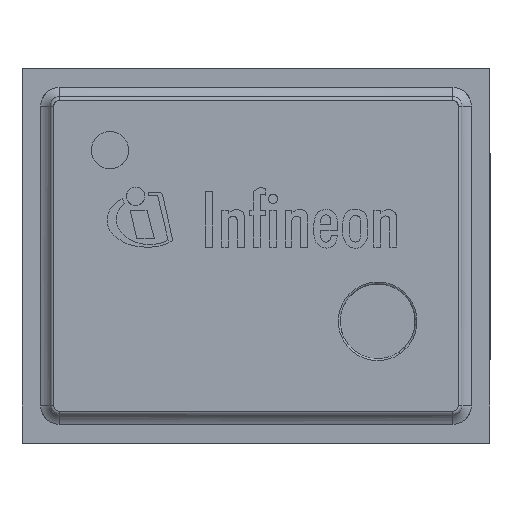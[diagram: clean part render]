
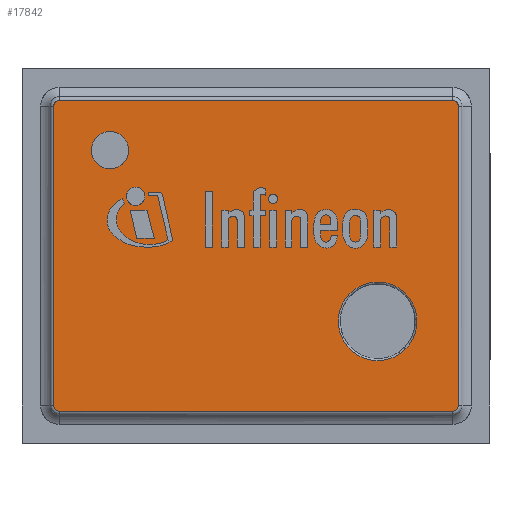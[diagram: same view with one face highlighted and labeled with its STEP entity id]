
A CAD part, top view. The second image highlights one B-rep face of the part: STEP entity #17842.
In plain terms, the highlighted planar face has unit normal (0, 0, 1).
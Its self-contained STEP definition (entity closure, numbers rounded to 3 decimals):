
#17842 = ADVANCED_FACE('',(#17843,#17871,#17993),#17856,.T.);
#17843 = FACE_BOUND('',#17844,.T.);
#17844 = EDGE_LOOP('',(#17845));
#17845 = ORIENTED_EDGE('',*,*,#17846,.T.);
#17846 = EDGE_CURVE('',#17847,#17847,#17849,.T.);
#17847 = VERTEX_POINT('',#17848);
#17848 = CARTESIAN_POINT('',(-0.88,0.564,1.1));
#17849 = SURFACE_CURVE('',#17850,(#17855),.PCURVE_S1.);
#17850 = ELLIPSE('',#17851,0.1,0.1);
#17851 = AXIS2_PLACEMENT_3D('',#17852,#17853,#17854);
#17852 = CARTESIAN_POINT('',(-0.78,0.564,1.1));
#17853 = DIRECTION('',(0.,0.,-1.));
#17854 = DIRECTION('',(-1.,0.,0.));
#17855 = PCURVE('',#17856,#17861);
#17856 = PLANE('',#17857);
#17857 = AXIS2_PLACEMENT_3D('',#17858,#17859,#17860);
#17858 = CARTESIAN_POINT('',(0.,0.,1.1
    ));
#17859 = DIRECTION('',(0.,0.,1.));
#17860 = DIRECTION('',(1.,0.,0.));
#17861 = DEFINITIONAL_REPRESENTATION('',(#17862),#17870);
#17862 = ( BOUNDED_CURVE() B_SPLINE_CURVE(2,(#17863,#17864,#17865,#17866
    ,#17867,#17868,#17869),.UNSPECIFIED.,.T.,.F.) 
B_SPLINE_CURVE_WITH_KNOTS((1,2,2,2,2,1),(-2.094,0.,
    2.094,4.189,6.283,8.378),
.UNSPECIFIED.) CURVE() GEOMETRIC_REPRESENTATION_ITEM() 
RATIONAL_B_SPLINE_CURVE((1.,0.5,1.,0.5,1.,0.5,1.)) REPRESENTATION_ITEM(
  '') );
#17863 = CARTESIAN_POINT('',(-0.88,0.564));
#17864 = CARTESIAN_POINT('',(-0.88,0.737));
#17865 = CARTESIAN_POINT('',(-0.73,0.651));
#17866 = CARTESIAN_POINT('',(-0.58,0.564));
#17867 = CARTESIAN_POINT('',(-0.73,0.478));
#17868 = CARTESIAN_POINT('',(-0.88,0.391));
#17869 = CARTESIAN_POINT('',(-0.88,0.564));
#17870 = ( GEOMETRIC_REPRESENTATION_CONTEXT(2) 
PARAMETRIC_REPRESENTATION_CONTEXT() REPRESENTATION_CONTEXT('2D SPACE',''
  ) );
#17871 = FACE_BOUND('',#17872,.T.);
#17872 = EDGE_LOOP('',(#17873,#17889,#17905,#17919,#17935,#17949,#17965,
    #17979));
#17873 = ORIENTED_EDGE('',*,*,#17874,.F.);
#17874 = EDGE_CURVE('',#17875,#17877,#17879,.T.);
#17875 = VERTEX_POINT('',#17876);
#17876 = CARTESIAN_POINT('',(1.08,0.8,1.1));
#17877 = VERTEX_POINT('',#17878);
#17878 = CARTESIAN_POINT('',(1.08,-0.8,1.1));
#17879 = SURFACE_CURVE('',#17880,(#17883),.PCURVE_S1.);
#17880 = B_SPLINE_CURVE_WITH_KNOTS('',1,(#17881,#17882),.UNSPECIFIED.,
  .F.,.F.,(2,2),(-1.2,0.4),.PIECEWISE_BEZIER_KNOTS.);
#17881 = CARTESIAN_POINT('',(1.08,0.8,1.1));
#17882 = CARTESIAN_POINT('',(1.08,-0.8,1.1));
#17883 = PCURVE('',#17856,#17884);
#17884 = DEFINITIONAL_REPRESENTATION('',(#17885),#17888);
#17885 = B_SPLINE_CURVE_WITH_KNOTS('',1,(#17886,#17887),.UNSPECIFIED.,
  .F.,.F.,(2,2),(-1.2,0.4),.PIECEWISE_BEZIER_KNOTS.);
#17886 = CARTESIAN_POINT('',(1.08,0.8));
#17887 = CARTESIAN_POINT('',(1.08,-0.8));
#17888 = ( GEOMETRIC_REPRESENTATION_CONTEXT(2) 
PARAMETRIC_REPRESENTATION_CONTEXT() REPRESENTATION_CONTEXT('2D SPACE',''
  ) );
#17889 = ORIENTED_EDGE('',*,*,#17890,.T.);
#17890 = EDGE_CURVE('',#17875,#17891,#17893,.T.);
#17891 = VERTEX_POINT('',#17892);
#17892 = CARTESIAN_POINT('',(1.05,0.83,1.1));
#17893 = SURFACE_CURVE('',#17894,(#17898),.PCURVE_S1.);
#17894 = ( BOUNDED_CURVE() B_SPLINE_CURVE(2,(#17895,#17896,#17897),
.UNSPECIFIED.,.F.,.F.) B_SPLINE_CURVE_WITH_KNOTS((3,3),(5.498,
7.069),.PIECEWISE_BEZIER_KNOTS.) CURVE() 
GEOMETRIC_REPRESENTATION_ITEM() RATIONAL_B_SPLINE_CURVE((1.,
0.707,1.)) REPRESENTATION_ITEM('') );
#17895 = CARTESIAN_POINT('',(1.08,0.8,1.1));
#17896 = CARTESIAN_POINT('',(1.08,0.83,1.1));
#17897 = CARTESIAN_POINT('',(1.05,0.83,1.1));
#17898 = PCURVE('',#17856,#17899);
#17899 = DEFINITIONAL_REPRESENTATION('',(#17900),#17904);
#17900 = ( BOUNDED_CURVE() B_SPLINE_CURVE(2,(#17901,#17902,#17903),
.UNSPECIFIED.,.F.,.F.) B_SPLINE_CURVE_WITH_KNOTS((3,3),(5.498,
7.069),.PIECEWISE_BEZIER_KNOTS.) CURVE() 
GEOMETRIC_REPRESENTATION_ITEM() RATIONAL_B_SPLINE_CURVE((1.,
0.707,1.)) REPRESENTATION_ITEM('') );
#17901 = CARTESIAN_POINT('',(1.08,0.8));
#17902 = CARTESIAN_POINT('',(1.08,0.83));
#17903 = CARTESIAN_POINT('',(1.05,0.83));
#17904 = ( GEOMETRIC_REPRESENTATION_CONTEXT(2) 
PARAMETRIC_REPRESENTATION_CONTEXT() REPRESENTATION_CONTEXT('2D SPACE',''
  ) );
#17905 = ORIENTED_EDGE('',*,*,#17906,.T.);
#17906 = EDGE_CURVE('',#17891,#17907,#17909,.T.);
#17907 = VERTEX_POINT('',#17908);
#17908 = CARTESIAN_POINT('',(-1.05,0.83,1.1));
#17909 = SURFACE_CURVE('',#17910,(#17913),.PCURVE_S1.);
#17910 = B_SPLINE_CURVE_WITH_KNOTS('',1,(#17911,#17912),.UNSPECIFIED.,
  .F.,.F.,(2,2),(-1.575,0.525),.PIECEWISE_BEZIER_KNOTS.);
#17911 = CARTESIAN_POINT('',(1.05,0.83,1.1));
#17912 = CARTESIAN_POINT('',(-1.05,0.83,1.1));
#17913 = PCURVE('',#17856,#17914);
#17914 = DEFINITIONAL_REPRESENTATION('',(#17915),#17918);
#17915 = B_SPLINE_CURVE_WITH_KNOTS('',1,(#17916,#17917),.UNSPECIFIED.,
  .F.,.F.,(2,2),(-1.575,0.525),.PIECEWISE_BEZIER_KNOTS.);
#17916 = CARTESIAN_POINT('',(1.05,0.83));
#17917 = CARTESIAN_POINT('',(-1.05,0.83));
#17918 = ( GEOMETRIC_REPRESENTATION_CONTEXT(2) 
PARAMETRIC_REPRESENTATION_CONTEXT() REPRESENTATION_CONTEXT('2D SPACE',''
  ) );
#17919 = ORIENTED_EDGE('',*,*,#17920,.T.);
#17920 = EDGE_CURVE('',#17907,#17921,#17923,.T.);
#17921 = VERTEX_POINT('',#17922);
#17922 = CARTESIAN_POINT('',(-1.08,0.8,1.1));
#17923 = SURFACE_CURVE('',#17924,(#17928),.PCURVE_S1.);
#17924 = ( BOUNDED_CURVE() B_SPLINE_CURVE(2,(#17925,#17926,#17927),
.UNSPECIFIED.,.F.,.F.) B_SPLINE_CURVE_WITH_KNOTS((3,3),(5.498,
7.069),.PIECEWISE_BEZIER_KNOTS.) CURVE() 
GEOMETRIC_REPRESENTATION_ITEM() RATIONAL_B_SPLINE_CURVE((1.,
0.707,1.)) REPRESENTATION_ITEM('') );
#17925 = CARTESIAN_POINT('',(-1.05,0.83,1.1));
#17926 = CARTESIAN_POINT('',(-1.08,0.83,1.1));
#17927 = CARTESIAN_POINT('',(-1.08,0.8,1.1));
#17928 = PCURVE('',#17856,#17929);
#17929 = DEFINITIONAL_REPRESENTATION('',(#17930),#17934);
#17930 = ( BOUNDED_CURVE() B_SPLINE_CURVE(2,(#17931,#17932,#17933),
.UNSPECIFIED.,.F.,.F.) B_SPLINE_CURVE_WITH_KNOTS((3,3),(5.498,
7.069),.PIECEWISE_BEZIER_KNOTS.) CURVE() 
GEOMETRIC_REPRESENTATION_ITEM() RATIONAL_B_SPLINE_CURVE((1.,
0.707,1.)) REPRESENTATION_ITEM('') );
#17931 = CARTESIAN_POINT('',(-1.05,0.83));
#17932 = CARTESIAN_POINT('',(-1.08,0.83));
#17933 = CARTESIAN_POINT('',(-1.08,0.8));
#17934 = ( GEOMETRIC_REPRESENTATION_CONTEXT(2) 
PARAMETRIC_REPRESENTATION_CONTEXT() REPRESENTATION_CONTEXT('2D SPACE',''
  ) );
#17935 = ORIENTED_EDGE('',*,*,#17936,.T.);
#17936 = EDGE_CURVE('',#17921,#17937,#17939,.T.);
#17937 = VERTEX_POINT('',#17938);
#17938 = CARTESIAN_POINT('',(-1.08,-0.8,1.1));
#17939 = SURFACE_CURVE('',#17940,(#17943),.PCURVE_S1.);
#17940 = B_SPLINE_CURVE_WITH_KNOTS('',1,(#17941,#17942),.UNSPECIFIED.,
  .F.,.F.,(2,2),(-1.2,0.4),.PIECEWISE_BEZIER_KNOTS.);
#17941 = CARTESIAN_POINT('',(-1.08,0.8,1.1));
#17942 = CARTESIAN_POINT('',(-1.08,-0.8,1.1));
#17943 = PCURVE('',#17856,#17944);
#17944 = DEFINITIONAL_REPRESENTATION('',(#17945),#17948);
#17945 = B_SPLINE_CURVE_WITH_KNOTS('',1,(#17946,#17947),.UNSPECIFIED.,
  .F.,.F.,(2,2),(-1.2,0.4),.PIECEWISE_BEZIER_KNOTS.);
#17946 = CARTESIAN_POINT('',(-1.08,0.8));
#17947 = CARTESIAN_POINT('',(-1.08,-0.8));
#17948 = ( GEOMETRIC_REPRESENTATION_CONTEXT(2) 
PARAMETRIC_REPRESENTATION_CONTEXT() REPRESENTATION_CONTEXT('2D SPACE',''
  ) );
#17949 = ORIENTED_EDGE('',*,*,#17950,.T.);
#17950 = EDGE_CURVE('',#17937,#17951,#17953,.T.);
#17951 = VERTEX_POINT('',#17952);
#17952 = CARTESIAN_POINT('',(-1.05,-0.83,1.1));
#17953 = SURFACE_CURVE('',#17954,(#17958),.PCURVE_S1.);
#17954 = ( BOUNDED_CURVE() B_SPLINE_CURVE(2,(#17955,#17956,#17957),
.UNSPECIFIED.,.F.,.F.) B_SPLINE_CURVE_WITH_KNOTS((3,3),(5.498,
7.069),.PIECEWISE_BEZIER_KNOTS.) CURVE() 
GEOMETRIC_REPRESENTATION_ITEM() RATIONAL_B_SPLINE_CURVE((1.,
0.707,1.)) REPRESENTATION_ITEM('') );
#17955 = CARTESIAN_POINT('',(-1.08,-0.8,1.1));
#17956 = CARTESIAN_POINT('',(-1.08,-0.83,1.1));
#17957 = CARTESIAN_POINT('',(-1.05,-0.83,1.1));
#17958 = PCURVE('',#17856,#17959);
#17959 = DEFINITIONAL_REPRESENTATION('',(#17960),#17964);
#17960 = ( BOUNDED_CURVE() B_SPLINE_CURVE(2,(#17961,#17962,#17963),
.UNSPECIFIED.,.F.,.F.) B_SPLINE_CURVE_WITH_KNOTS((3,3),(5.498,
7.069),.PIECEWISE_BEZIER_KNOTS.) CURVE() 
GEOMETRIC_REPRESENTATION_ITEM() RATIONAL_B_SPLINE_CURVE((1.,
0.707,1.)) REPRESENTATION_ITEM('') );
#17961 = CARTESIAN_POINT('',(-1.08,-0.8));
#17962 = CARTESIAN_POINT('',(-1.08,-0.83));
#17963 = CARTESIAN_POINT('',(-1.05,-0.83));
#17964 = ( GEOMETRIC_REPRESENTATION_CONTEXT(2) 
PARAMETRIC_REPRESENTATION_CONTEXT() REPRESENTATION_CONTEXT('2D SPACE',''
  ) );
#17965 = ORIENTED_EDGE('',*,*,#17966,.T.);
#17966 = EDGE_CURVE('',#17951,#17967,#17969,.T.);
#17967 = VERTEX_POINT('',#17968);
#17968 = CARTESIAN_POINT('',(1.05,-0.83,1.1));
#17969 = SURFACE_CURVE('',#17970,(#17973),.PCURVE_S1.);
#17970 = B_SPLINE_CURVE_WITH_KNOTS('',1,(#17971,#17972),.UNSPECIFIED.,
  .F.,.F.,(2,2),(-1.575,0.525),.PIECEWISE_BEZIER_KNOTS.);
#17971 = CARTESIAN_POINT('',(-1.05,-0.83,1.1));
#17972 = CARTESIAN_POINT('',(1.05,-0.83,1.1));
#17973 = PCURVE('',#17856,#17974);
#17974 = DEFINITIONAL_REPRESENTATION('',(#17975),#17978);
#17975 = B_SPLINE_CURVE_WITH_KNOTS('',1,(#17976,#17977),.UNSPECIFIED.,
  .F.,.F.,(2,2),(-1.575,0.525),.PIECEWISE_BEZIER_KNOTS.);
#17976 = CARTESIAN_POINT('',(-1.05,-0.83));
#17977 = CARTESIAN_POINT('',(1.05,-0.83));
#17978 = ( GEOMETRIC_REPRESENTATION_CONTEXT(2) 
PARAMETRIC_REPRESENTATION_CONTEXT() REPRESENTATION_CONTEXT('2D SPACE',''
  ) );
#17979 = ORIENTED_EDGE('',*,*,#17980,.T.);
#17980 = EDGE_CURVE('',#17967,#17877,#17981,.T.);
#17981 = SURFACE_CURVE('',#17982,(#17986),.PCURVE_S1.);
#17982 = ( BOUNDED_CURVE() B_SPLINE_CURVE(2,(#17983,#17984,#17985),
.UNSPECIFIED.,.F.,.F.) B_SPLINE_CURVE_WITH_KNOTS((3,3),(5.498,
7.069),.PIECEWISE_BEZIER_KNOTS.) CURVE() 
GEOMETRIC_REPRESENTATION_ITEM() RATIONAL_B_SPLINE_CURVE((1.,
0.707,1.)) REPRESENTATION_ITEM('') );
#17983 = CARTESIAN_POINT('',(1.05,-0.83,1.1));
#17984 = CARTESIAN_POINT('',(1.08,-0.83,1.1));
#17985 = CARTESIAN_POINT('',(1.08,-0.8,1.1));
#17986 = PCURVE('',#17856,#17987);
#17987 = DEFINITIONAL_REPRESENTATION('',(#17988),#17992);
#17988 = ( BOUNDED_CURVE() B_SPLINE_CURVE(2,(#17989,#17990,#17991),
.UNSPECIFIED.,.F.,.F.) B_SPLINE_CURVE_WITH_KNOTS((3,3),(5.498,
7.069),.PIECEWISE_BEZIER_KNOTS.) CURVE() 
GEOMETRIC_REPRESENTATION_ITEM() RATIONAL_B_SPLINE_CURVE((1.,
0.707,1.)) REPRESENTATION_ITEM('') );
#17989 = CARTESIAN_POINT('',(1.05,-0.83));
#17990 = CARTESIAN_POINT('',(1.08,-0.83));
#17991 = CARTESIAN_POINT('',(1.08,-0.8));
#17992 = ( GEOMETRIC_REPRESENTATION_CONTEXT(2) 
PARAMETRIC_REPRESENTATION_CONTEXT() REPRESENTATION_CONTEXT('2D SPACE',''
  ) );
#17993 = FACE_BOUND('',#17994,.T.);
#17994 = EDGE_LOOP('',(#17995));
#17995 = ORIENTED_EDGE('',*,*,#17996,.F.);
#17996 = EDGE_CURVE('',#17997,#17997,#17999,.T.);
#17997 = VERTEX_POINT('',#17998);
#17998 = CARTESIAN_POINT('',(0.44,-0.35,1.1));
#17999 = SURFACE_CURVE('',#18000,(#18005),.PCURVE_S1.);
#18000 = ELLIPSE('',#18001,0.21,0.21);
#18001 = AXIS2_PLACEMENT_3D('',#18002,#18003,#18004);
#18002 = CARTESIAN_POINT('',(0.65,-0.35,1.1));
#18003 = DIRECTION('',(0.,0.,1.));
#18004 = DIRECTION('',(-1.,0.,0.));
#18005 = PCURVE('',#17856,#18006);
#18006 = DEFINITIONAL_REPRESENTATION('',(#18007),#18011);
#18007 = CIRCLE('',#18008,0.21);
#18008 = AXIS2_PLACEMENT_2D('',#18009,#18010);
#18009 = CARTESIAN_POINT('',(0.65,-0.35));
#18010 = DIRECTION('',(-1.,0.));
#18011 = ( GEOMETRIC_REPRESENTATION_CONTEXT(2) 
PARAMETRIC_REPRESENTATION_CONTEXT() REPRESENTATION_CONTEXT('2D SPACE',''
  ) );
